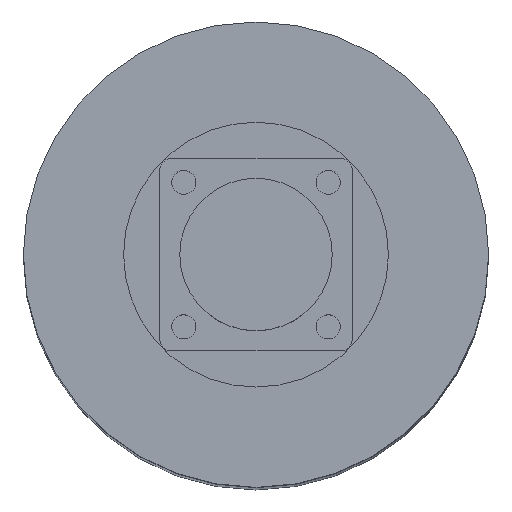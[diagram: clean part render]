
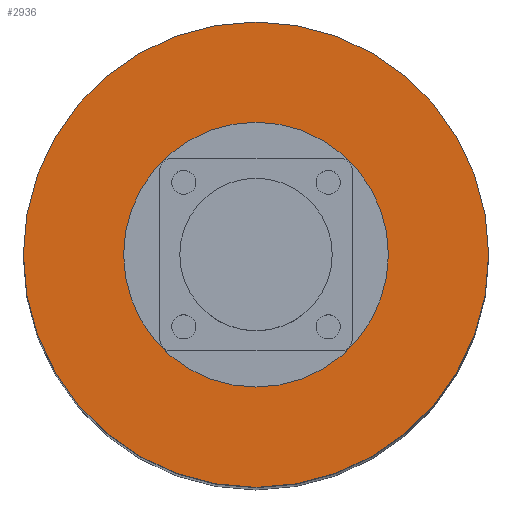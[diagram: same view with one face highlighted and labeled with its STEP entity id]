
A CAD part, top view. The second image highlights one B-rep face of the part: STEP entity #2936.
In plain terms, the highlighted face is planar.
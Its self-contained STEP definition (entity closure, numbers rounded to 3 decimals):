
#110 = DIRECTION ( 'NONE',  ( -1., 0., 0. ) ) ;
#209 = AXIS2_PLACEMENT_3D ( 'NONE', #2318, #3076, #2327 ) ;
#572 = VERTEX_POINT ( 'NONE', #932 ) ;
#627 = DIRECTION ( 'NONE',  ( -1., 0., 0. ) ) ;
#631 = CIRCLE ( 'NONE', #209, 29. ) ;
#703 = DIRECTION ( 'NONE',  ( 1., 0., 0. ) ) ;
#756 = FACE_OUTER_BOUND ( 'NONE', #1618, .T. ) ;
#765 = ORIENTED_EDGE ( 'NONE', *, *, #1201, .F. ) ;
#897 = VERTEX_POINT ( 'NONE', #1370 ) ;
#932 = CARTESIAN_POINT ( 'NONE',  ( 2., 0., 29. ) ) ;
#1019 = CARTESIAN_POINT ( 'NONE',  ( 2., 0., 0. ) ) ;
#1104 = ORIENTED_EDGE ( 'NONE', *, *, #3303, .T. ) ;
#1119 = DIRECTION ( 'NONE',  ( 0., 0., 1. ) ) ;
#1201 = EDGE_CURVE ( 'NONE', #897, #1893, #3405, .T. ) ;
#1257 = AXIS2_PLACEMENT_3D ( 'NONE', #2503, #627, #1119 ) ;
#1283 = CARTESIAN_POINT ( 'NONE',  ( 2., 29., 0. ) ) ;
#1370 = CARTESIAN_POINT ( 'NONE',  ( 2., 0., 16.5 ) ) ;
#1618 = EDGE_LOOP ( 'NONE', ( #3102, #1104 ) ) ;
#1823 = FACE_BOUND ( 'NONE', #2163, .T. ) ;
#1890 = CARTESIAN_POINT ( 'NONE',  ( 2., 0., -16.5 ) ) ;
#1893 = VERTEX_POINT ( 'NONE', #1890 ) ;
#1895 = AXIS2_PLACEMENT_3D ( 'NONE', #1283, #703, #3156 ) ;
#1947 = CARTESIAN_POINT ( 'NONE',  ( 2., 0., 0. ) ) ;
#1991 = DIRECTION ( 'NONE',  ( 0., 0., 1. ) ) ;
#2116 = PLANE ( 'NONE',  #1895 ) ;
#2163 = EDGE_LOOP ( 'NONE', ( #765, #2325 ) ) ;
#2318 = CARTESIAN_POINT ( 'NONE',  ( 2., 0., 0. ) ) ;
#2325 = ORIENTED_EDGE ( 'NONE', *, *, #2645, .F. ) ;
#2327 = DIRECTION ( 'NONE',  ( 0., 0., 1. ) ) ;
#2422 = AXIS2_PLACEMENT_3D ( 'NONE', #1947, #110, #1991 ) ;
#2423 = DIRECTION ( 'NONE',  ( -1., 0., 0. ) ) ;
#2503 = CARTESIAN_POINT ( 'NONE',  ( 2., 0., 0. ) ) ;
#2645 = EDGE_CURVE ( 'NONE', #1893, #897, #3177, .T. ) ;
#2664 = DIRECTION ( 'NONE',  ( 0., 0., 1. ) ) ;
#2676 = EDGE_CURVE ( 'NONE', #572, #3419, #2762, .T. ) ;
#2685 = CARTESIAN_POINT ( 'NONE',  ( 2., 0., -29. ) ) ;
#2762 = CIRCLE ( 'NONE', #2422, 29. ) ;
#2842 = AXIS2_PLACEMENT_3D ( 'NONE', #1019, #2423, #2664 ) ;
#2936 = ADVANCED_FACE ( 'NONE', ( #1823, #756 ), #2116, .F. ) ;
#3076 = DIRECTION ( 'NONE',  ( -1., 0., 0. ) ) ;
#3102 = ORIENTED_EDGE ( 'NONE', *, *, #2676, .T. ) ;
#3156 = DIRECTION ( 'NONE',  ( 0., 0., -1. ) ) ;
#3177 = CIRCLE ( 'NONE', #1257, 16.5 ) ;
#3303 = EDGE_CURVE ( 'NONE', #3419, #572, #631, .T. ) ;
#3405 = CIRCLE ( 'NONE', #2842, 16.5 ) ;
#3419 = VERTEX_POINT ( 'NONE', #2685 ) ;
